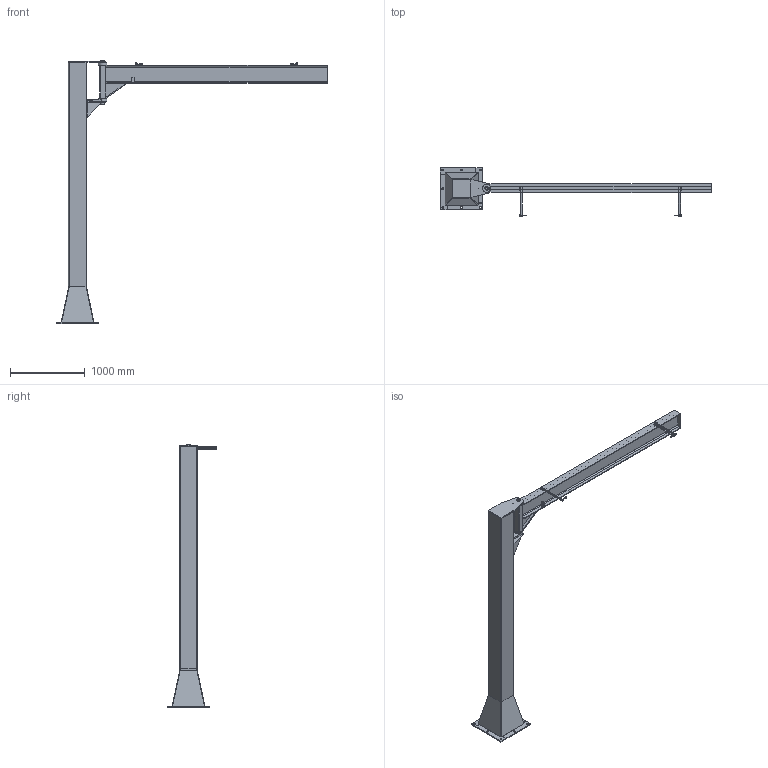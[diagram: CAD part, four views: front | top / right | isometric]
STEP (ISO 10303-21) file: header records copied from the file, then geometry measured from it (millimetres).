
FILE_DESCRIPTION(('STEP AP214'),'1');
FILE_NAME('PMH Pelarsvängkran Loke 500-3.stp','2013-08-15T14:27:36',(' '),(' '),'Spatial InterOp 3D',' ',' ');
FILE_SCHEMA(('automotive_design'));
Length unit declared in the file: millimetre
Products named in the file (68): L0500-3; Lagerbox IV; KKR; Plattstång; Plåt; Vinkelstång; IPE240; B_rlinekomponenter; Hållare till Bärlinestag; Bärlinestag; Bolt Assembly; M6S M8x20; M6M M8; Bultf_rband; Skruv_gla; Skruvögla M8x60; PMH Pelarsvangkran Loke 500-3; Pelarfot IV; Sida Pelarfot IV; Plattstål Pelarfot IV; Pelare IV; KKR-profil 250; Förstärkningsplåt IV; Undre Fästöra IV; Övre Fästöra IV; Axel III _ IV; Axelkant III / IV; Axel III / IV; Distansbricka III / IV; Hylsa III / IV; Bultf_rband M8; DIN_985 M8; M6S M8x65; Broms Pelare IV; Bromsback IV; Gängstång M10x130; M6M M10; Tryckfjäder Ø14/10,5, L=55 on Compression
Assembly tree (69 placements, depth 6):
  PMH Pelarsvangkran Loke 500-3
    L0500-3
      Lagerbox IV
      Lagerbox IV
      KKR
      Plattstång
      Plåt
      Vinkelstång
      Vinkelstång
      IPE240
      Plåt
      B_rlinekomponenter
        Hållare till Bärlinestag
        Hållare till Bärlinestag
        Bärlinestag
        Bärlinestag
        Bultf_rband
          Bolt Assembly  x2
            M6S M8x20
            M6M M8
          Bolt Assembly
            M6S M8x20
            M6M M8
          Bolt Assembly
            M6S M8x20
            M6M M8
        Skruv_gla
          Skruvögla M8x60
          M6M M8  x2
        Skruv_gla
          Skruvögla M8x60
          M6M M8
          M6M M8
    Pelare IV
      Pelarfot IV
        Sida Pelarfot IV
        Sida Pelarfot IV
        Sida Pelarfot IV
        Sida Pelarfot IV
        Plattstål Pelarfot IV
        Plattstål Pelarfot IV
        Plattstål Pelarfot IV
        Plattstål Pelarfot IV
      KKR-profil 250
      Förstärkningsplåt IV
      Förstärkningsplåt IV
      Undre Fästöra IV
      Övre Fästöra IV
      Axel III _ IV
        Axelkant III / IV
        Axel III / IV
        Distansbricka III / IV
        Hylsa III / IV
        Bultf_rband M8
          DIN_985 M8
          M6S M8x65
      Broms Pelare IV
        Bromsback IV
        Bolt Assembly
          Gängstång M10x130
Bounding box: 3621.5 x 658 x 3515 mm (x, y, z)
Volume: 46268599.2 mm3; surface area: 11468681.6 mm2
Topology: 55 solids, 55 shells, 676 faces, 1479 edges, 918 vertices
Faces by surface type: plane 362, cone 204, cylinder 98, bspline 10, revolution 2
Full cylindrical faces by diameter (mm): 4.5 x1, 7.28 x1, 8 x16, 8.5 x4, 9 x11, 10 x6, 11 x2, 13 x1, 26 x8, 35 x3, 35.5 x2, 36 x1, 50 x3, 112 x2
Entity records: 29854 total; most frequent: CARTESIAN_POINT 10936, DIRECTION 2657, ORIENTED_EDGE 2484, EDGE_CURVE 1242, AXIS2_PLACEMENT_3D 1054, VERTEX_POINT 823, EDGE_LOOP 791, FACE_OUTER_BOUND 684
